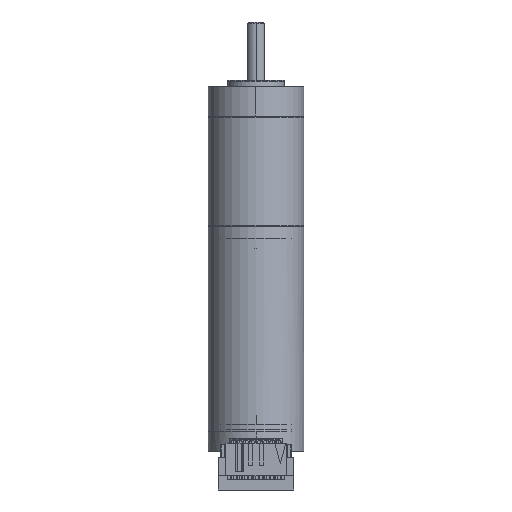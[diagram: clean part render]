
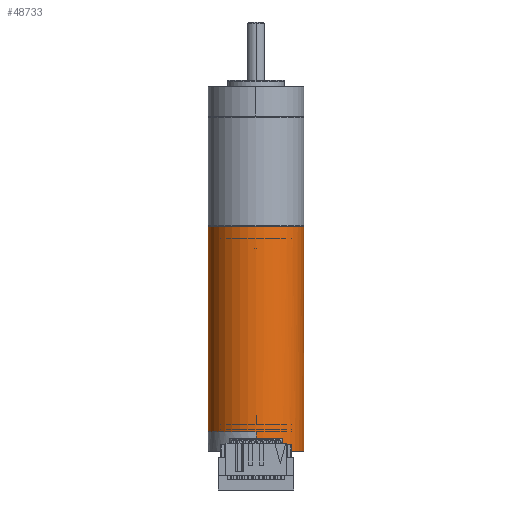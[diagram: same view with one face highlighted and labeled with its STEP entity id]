
A CAD part, front view. The second image highlights one B-rep face of the part: STEP entity #48733.
In plain terms, the highlighted cylindrical face has radius 11 mm (diameter 22 mm), a partial arc.
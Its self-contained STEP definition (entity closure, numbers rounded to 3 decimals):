
#11274=DIRECTION('',(0.,0.,-1.));
#11275=VECTOR('',#11274,47.);
#11276=CARTESIAN_POINT('',(-11.,0.,47.));
#11277=LINE('',#11276,#11275);
#11278=DIRECTION('',(0.,0.,1.));
#11279=VECTOR('',#11278,1.5);
#11280=CARTESIAN_POINT('',(0.,-11.,-1.5));
#11281=LINE('',#11280,#11279);
#11301=DIRECTION('',(0.,0.,1.));
#11302=VECTOR('',#11301,4.5);
#11303=CARTESIAN_POINT('',(0.,11.,-4.5));
#11304=LINE('',#11303,#11302);
#11305=CARTESIAN_POINT('',(0.,0.,0.));
#11306=DIRECTION('',(0.,0.,-1.));
#11307=DIRECTION('',(0.,1.,0.));
#11308=AXIS2_PLACEMENT_3D('',#11305,#11306,#11307);
#11310=DIRECTION('',(0.,0.,1.));
#11311=VECTOR('',#11310,47.);
#11312=CARTESIAN_POINT('',(11.,0.,0.));
#11313=LINE('',#11312,#11311);
#11319=CARTESIAN_POINT('',(0.,0.,-4.5));
#11320=DIRECTION('',(0.,0.,-1.));
#11321=DIRECTION('',(0.,1.,0.));
#11322=AXIS2_PLACEMENT_3D('',#11319,#11320,#11321);
#11324=CARTESIAN_POINT('',(6.168,-9.108,-4.3));
#11325=CARTESIAN_POINT('',(6.235,-9.063,
-4.367));
#11326=CARTESIAN_POINT('',(6.301,-9.017,
-4.434));
#11327=CARTESIAN_POINT('',(6.368,-8.97,-4.5));
#11329=DIRECTION('',(0.,0.,-1.));
#11330=VECTOR('',#11329,2.8);
#11331=CARTESIAN_POINT('',(6.168,-9.108,-1.5));
#11332=LINE('',#11331,#11330);
#11333=CARTESIAN_POINT('',(0.,0.,-1.5));
#11334=DIRECTION('',(0.,0.,-1.));
#11335=DIRECTION('',(0.561,-0.828,0.));
#11336=AXIS2_PLACEMENT_3D('',#11333,#11334,#11335);
#11338=CARTESIAN_POINT('',(0.,0.,0.));
#11339=DIRECTION('',(0.,0.,-1.));
#11340=DIRECTION('',(0.,-1.,0.));
#11341=AXIS2_PLACEMENT_3D('',#11338,#11339,#11340);
#11343=CARTESIAN_POINT('',(0.,0.,47.));
#11344=DIRECTION('',(0.,0.,-1.));
#11345=DIRECTION('',(1.,0.,0.));
#11346=AXIS2_PLACEMENT_3D('',#11343,#11344,#11345);
#30822=CARTESIAN_POINT('',(11.,0.,47.));
#30823=CARTESIAN_POINT('',(-11.,0.,47.));
#30824=VERTEX_POINT('',#30822);
#30825=VERTEX_POINT('',#30823);
#31084=CARTESIAN_POINT('',(6.168,-9.108,-1.5));
#31085=CARTESIAN_POINT('',(0.,-11.,-1.5));
#31086=VERTEX_POINT('',#31084);
#31087=VERTEX_POINT('',#31085);
#31164=VERTEX_POINT('',#11324);
#31165=VERTEX_POINT('',#11327);
#31166=CARTESIAN_POINT('',(0.,11.,-4.5));
#31167=VERTEX_POINT('',#31166);
#31178=CARTESIAN_POINT('',(0.,-11.,0.));
#31179=CARTESIAN_POINT('',(-11.,0.,0.));
#31180=VERTEX_POINT('',#31178);
#31181=VERTEX_POINT('',#31179);
#31182=CARTESIAN_POINT('',(0.,11.,0.));
#31183=CARTESIAN_POINT('',(11.,0.,0.));
#31184=VERTEX_POINT('',#31182);
#31185=VERTEX_POINT('',#31183);
#48711=CARTESIAN_POINT('',(0.,0.,48.3));
#48712=DIRECTION('',(0.,0.,-1.));
#48713=DIRECTION('',(1.,0.,0.));
#48714=AXIS2_PLACEMENT_3D('',#48711,#48712,#48713);
#48715=CYLINDRICAL_SURFACE('',#48714,11.);
#48716=ORIENTED_EDGE('',*,*,#48704,.F.);
#48717=ORIENTED_EDGE('',*,*,#48702,.F.);
#48718=ORIENTED_EDGE('',*,*,#48700,.F.);
#48719=ORIENTED_EDGE('',*,*,#48634,.T.);
#48721=ORIENTED_EDGE('',*,*,#48720,.F.);
#48723=ORIENTED_EDGE('',*,*,#48722,.F.);
#48725=ORIENTED_EDGE('',*,*,#48724,.T.);
#48726=ORIENTED_EDGE('',*,*,#48692,.T.);
#48727=ORIENTED_EDGE('',*,*,#48690,.T.);
#48728=ORIENTED_EDGE('',*,*,#48688,.F.);
#48730=ORIENTED_EDGE('',*,*,#48729,.F.);
#48731=EDGE_LOOP('',(#48716,#48717,#48718,#48719,#48721,#48723,#48725,#48726,
#48727,#48728,#48730));
#48732=FACE_OUTER_BOUND('',#48731,.F.);
#48733=ADVANCED_FACE('',(#48732),#48715,.T.);
#11309=CIRCLE('',#11308,11.);
#11323=CIRCLE('',#11322,11.);
#11328=B_SPLINE_CURVE_WITH_KNOTS('',3,(#11324,#11325,#11326,#11327),
.UNSPECIFIED.,.F.,.F.,(4,4),(0.,1.),.UNSPECIFIED.);
#11337=CIRCLE('',#11336,11.);
#11342=CIRCLE('',#11341,11.);
#11347=CIRCLE('',#11346,11.);
#48634=EDGE_CURVE('',#31167,#31165,#11323,.T.);
#48688=EDGE_CURVE('',#30825,#31181,#11277,.T.);
#48690=EDGE_CURVE('',#31180,#31181,#11342,.T.);
#48692=EDGE_CURVE('',#31087,#31180,#11281,.T.);
#48700=EDGE_CURVE('',#31167,#31184,#11304,.T.);
#48702=EDGE_CURVE('',#31184,#31185,#11309,.T.);
#48704=EDGE_CURVE('',#31185,#30824,#11313,.T.);
#48720=EDGE_CURVE('',#31164,#31165,#11328,.T.);
#48722=EDGE_CURVE('',#31086,#31164,#11332,.T.);
#48724=EDGE_CURVE('',#31086,#31087,#11337,.T.);
#48729=EDGE_CURVE('',#30824,#30825,#11347,.T.);
